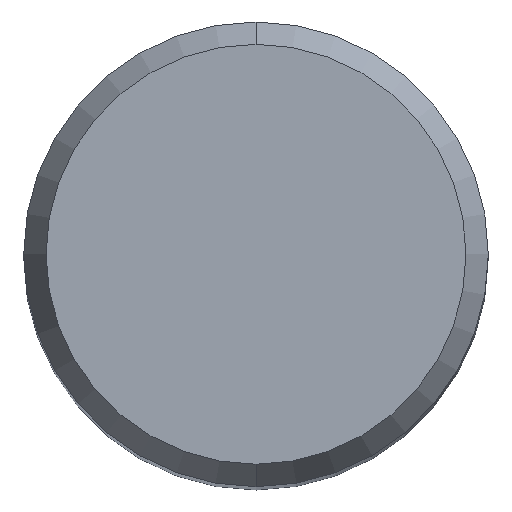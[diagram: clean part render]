
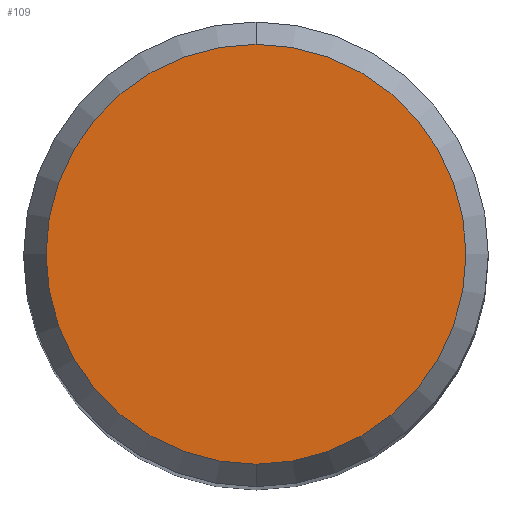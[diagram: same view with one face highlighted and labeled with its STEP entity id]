
A CAD part, top view. The second image highlights one B-rep face of the part: STEP entity #109.
In plain terms, the highlighted planar face has unit normal (0, 0, 1).
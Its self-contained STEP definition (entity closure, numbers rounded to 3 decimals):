
#105=EDGE_CURVE('',#117,#149,#235,.T.);
#109=ADVANCED_FACE('',(#239),#240,.T.);
#117=VERTEX_POINT('',#248);
#139=EDGE_CURVE('',#149,#117,#273,.T.);
#149=VERTEX_POINT('',#285);
#235=CIRCLE('',#375,4.304);
#239=FACE_OUTER_BOUND('',#381,.T.);
#240=PLANE('',#382);
#248=CARTESIAN_POINT('',(0.0,4.304,0.01));
#273=CIRCLE('',#425,4.304);
#285=CARTESIAN_POINT('',(0.,-4.304,0.01));
#375=AXIS2_PLACEMENT_3D('',#532,#533,#534);
#381=EDGE_LOOP('',(#537,#538));
#382=AXIS2_PLACEMENT_3D('',#539,#540,#541);
#425=AXIS2_PLACEMENT_3D('',#576,#577,#578);
#532=CARTESIAN_POINT('',(0.0,0.0,0.01));
#533=DIRECTION('',(0.0,0.0,-1.0));
#534=DIRECTION('',(0.0,1.0,0.0));
#537=ORIENTED_EDGE('',*,*,#105,.F.);
#538=ORIENTED_EDGE('',*,*,#139,.F.);
#539=CARTESIAN_POINT('',(0.0,2.152,0.01));
#540=DIRECTION('',(-0.0,0.0,1.0));
#541=DIRECTION('',(0.0,-1.0,0.0));
#576=CARTESIAN_POINT('',(0.0,0.0,0.01));
#577=DIRECTION('',(0.0,0.0,-1.0));
#578=DIRECTION('',(0.0,1.0,0.0));
